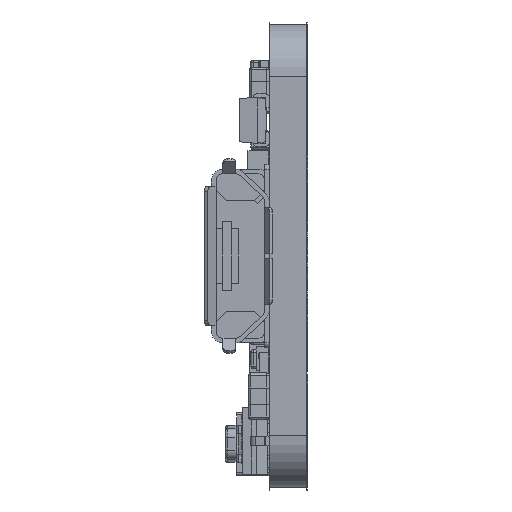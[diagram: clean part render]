
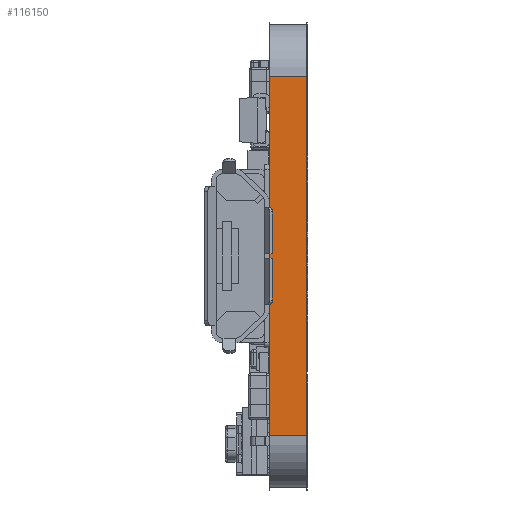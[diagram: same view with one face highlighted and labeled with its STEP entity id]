
A CAD part, left-side view. The second image highlights one B-rep face of the part: STEP entity #116150.
In plain terms, the highlighted planar face has unit normal (-1, 0, 0).
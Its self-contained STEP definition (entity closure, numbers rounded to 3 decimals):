
#26658 = AXIS2_PLACEMENT_3D ( 'NONE', #45873, #45876, #45879 ) ;
#45871 = PLANE ( 'NONE',  #26658 ) ;
#45873 = CARTESIAN_POINT ( 'NONE',  ( 100., -1.6, -102.25 ) ) ;
#45876 = DIRECTION ( 'NONE',  ( -1., 0., 0. ) ) ;
#45879 = DIRECTION ( 'NONE',  ( 0., 0., 1. ) ) ;
#47111 = FACE_OUTER_BOUND ( 'NONE', #171997, .T. ) ;
#116150 = ADVANCED_FACE ( 'NONE', ( #47111 ), #45871, .T. ) ;
#123415 = VERTEX_POINT ( 'NONE', #160056 ) ;
#123416 = VERTEX_POINT ( 'NONE', #160057 ) ;
#123419 = VERTEX_POINT ( 'NONE', #160060 ) ;
#123420 = VERTEX_POINT ( 'NONE', #160061 ) ;
#123474 = VERTEX_POINT ( 'NONE', #160103 ) ;
#123478 = VERTEX_POINT ( 'NONE', #160105 ) ;
#123481 = VERTEX_POINT ( 'NONE', #160107 ) ;
#123482 = VERTEX_POINT ( 'NONE', #160108 ) ;
#123483 = VERTEX_POINT ( 'NONE', #160109 ) ;
#123484 = VERTEX_POINT ( 'NONE', #160110 ) ;
#131966 = ORIENTED_EDGE ( 'NONE', *, *, #137372, .F. ) ;
#131968 = ORIENTED_EDGE ( 'NONE', *, *, #137374, .F. ) ;
#131970 = ORIENTED_EDGE ( 'NONE', *, *, #137376, .T. ) ;
#131972 = ORIENTED_EDGE ( 'NONE', *, *, #137378, .T. ) ;
#131976 = ORIENTED_EDGE ( 'NONE', *, *, #137380, .T. ) ;
#131980 = ORIENTED_EDGE ( 'NONE', *, *, #137366, .T. ) ;
#131983 = ORIENTED_EDGE ( 'NONE', *, *, #137382, .T. ) ;
#131987 = ORIENTED_EDGE ( 'NONE', *, *, #137189, .F. ) ;
#131990 = ORIENTED_EDGE ( 'NONE', *, *, #137384, .F. ) ;
#131992 = ORIENTED_EDGE ( 'NONE', *, *, #137171, .F. ) ;
#137171 = EDGE_CURVE ( 'NONE', #123415, #123416, #184566, .T. ) ;
#137189 = EDGE_CURVE ( 'NONE', #123419, #123420, #184594, .T. ) ;
#137366 = EDGE_CURVE ( 'NONE', #123478, #123474, #185079, .T. ) ;
#137372 = EDGE_CURVE ( 'NONE', #123481, #123415, #185105, .T. ) ;
#137374 = EDGE_CURVE ( 'NONE', #123482, #123481, #185112, .T. ) ;
#137376 = EDGE_CURVE ( 'NONE', #123482, #123483, #185118, .T. ) ;
#137378 = EDGE_CURVE ( 'NONE', #123483, #123484, #185124, .T. ) ;
#137380 = EDGE_CURVE ( 'NONE', #123484, #123478, #185131, .T. ) ;
#137382 = EDGE_CURVE ( 'NONE', #123474, #123420, #185137, .T. ) ;
#137384 = EDGE_CURVE ( 'NONE', #123416, #123419, #185145, .T. ) ;
#160056 = CARTESIAN_POINT ( 'NONE',  ( 100., 0., -117.071 ) ) ;
#160057 = CARTESIAN_POINT ( 'NONE',  ( 100., 0., -113.862 ) ) ;
#160060 = CARTESIAN_POINT ( 'NONE',  ( 100., 0., -106.163 ) ) ;
#160061 = CARTESIAN_POINT ( 'NONE',  ( 100., 0., -102.929 ) ) ;
#160103 = CARTESIAN_POINT ( 'NONE',  ( 100., 0., -102.25 ) ) ;
#160105 = CARTESIAN_POINT ( 'NONE',  ( 100., -1.6, -102.25 ) ) ;
#160107 = CARTESIAN_POINT ( 'NONE',  ( 100., 0., -117.75 ) ) ;
#160108 = CARTESIAN_POINT ( 'NONE',  ( 100., -1.6, -117.75 ) ) ;
#160109 = CARTESIAN_POINT ( 'NONE',  ( 100., -1.6, -117.071 ) ) ;
#160110 = CARTESIAN_POINT ( 'NONE',  ( 100., -1.6, -102.929 ) ) ;
#171997 = EDGE_LOOP ( 'NONE', ( #131966, #131968, #131970, #131972, #131976, #131980, #131983, #131987, #131990, #131992 ) ) ;
#184566 = LINE ( 'NONE', #196712, #184572 ) ;
#184572 = VECTOR ( 'NONE', #196713, 1000. ) ;
#184594 = LINE ( 'NONE', #196722, #184602 ) ;
#184602 = VECTOR ( 'NONE', #196723, 1000. ) ;
#185079 = LINE ( 'NONE', #196879, #185085 ) ;
#185085 = VECTOR ( 'NONE', #196880, 1000. ) ;
#185105 = LINE ( 'NONE', #196886, #185108 ) ;
#185108 = VECTOR ( 'NONE', #196887, 1000. ) ;
#185112 = LINE ( 'NONE', #196888, #185115 ) ;
#185115 = VECTOR ( 'NONE', #196889, 1000. ) ;
#185118 = LINE ( 'NONE', #196890, #185121 ) ;
#185121 = VECTOR ( 'NONE', #196891, 1000. ) ;
#185124 = LINE ( 'NONE', #196892, #185128 ) ;
#185128 = VECTOR ( 'NONE', #196893, 1000. ) ;
#185131 = LINE ( 'NONE', #196894, #185134 ) ;
#185134 = VECTOR ( 'NONE', #196895, 1000. ) ;
#185137 = LINE ( 'NONE', #196896, #185140 ) ;
#185140 = VECTOR ( 'NONE', #196897, 1000. ) ;
#185145 = LINE ( 'NONE', #196898, #185149 ) ;
#185149 = VECTOR ( 'NONE', #196899, 1000. ) ;
#196712 = CARTESIAN_POINT ( 'NONE',  ( 100., 0., -102.25 ) ) ;
#196713 = DIRECTION ( 'NONE',  ( 0., 0., 1. ) ) ;
#196722 = CARTESIAN_POINT ( 'NONE',  ( 100., 0., -102.25 ) ) ;
#196723 = DIRECTION ( 'NONE',  ( 0., 0., 1. ) ) ;
#196879 = CARTESIAN_POINT ( 'NONE',  ( 100., -1.6, -102.25 ) ) ;
#196880 = DIRECTION ( 'NONE',  ( 0., 1., 0. ) ) ;
#196886 = CARTESIAN_POINT ( 'NONE',  ( 100., 0., -102.25 ) ) ;
#196887 = DIRECTION ( 'NONE',  ( 0., 0., 1. ) ) ;
#196888 = CARTESIAN_POINT ( 'NONE',  ( 100., -1.6, -117.75 ) ) ;
#196889 = DIRECTION ( 'NONE',  ( 0., 1., 0. ) ) ;
#196890 = CARTESIAN_POINT ( 'NONE',  ( 100., -1.6, -102.25 ) ) ;
#196891 = DIRECTION ( 'NONE',  ( 0., 0., 1. ) ) ;
#196892 = CARTESIAN_POINT ( 'NONE',  ( 100., -1.6, -102.25 ) ) ;
#196893 = DIRECTION ( 'NONE',  ( 0., 0., 1. ) ) ;
#196894 = CARTESIAN_POINT ( 'NONE',  ( 100., -1.6, -102.25 ) ) ;
#196895 = DIRECTION ( 'NONE',  ( 0., 0., 1. ) ) ;
#196896 = CARTESIAN_POINT ( 'NONE',  ( 100., 0., -102.25 ) ) ;
#196897 = DIRECTION ( 'NONE',  ( 0., 0., -1. ) ) ;
#196898 = CARTESIAN_POINT ( 'NONE',  ( 100., 0., -102.25 ) ) ;
#196899 = DIRECTION ( 'NONE',  ( 0., 0., 1. ) ) ;
